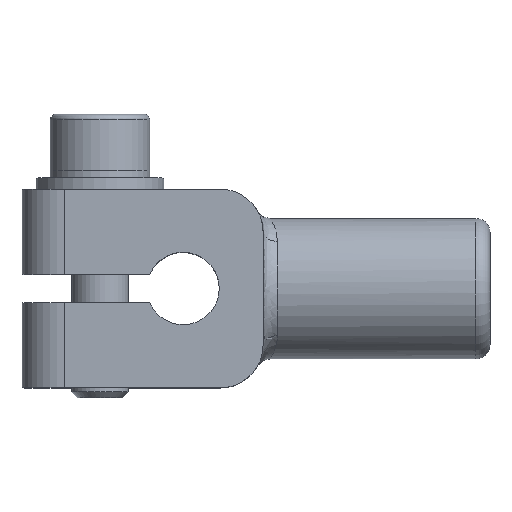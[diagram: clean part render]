
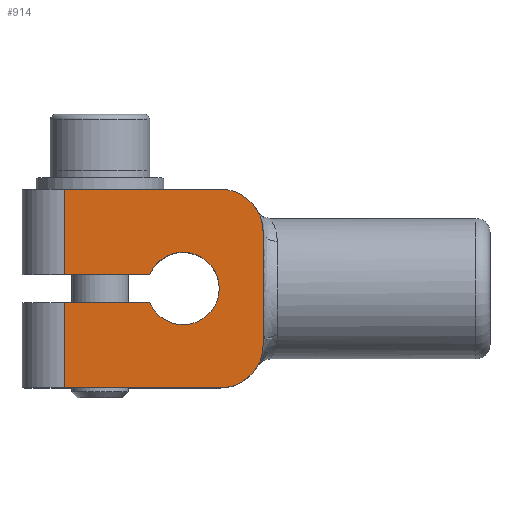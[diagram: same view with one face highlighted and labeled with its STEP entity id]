
A CAD part, top view. The second image highlights one B-rep face of the part: STEP entity #914.
In plain terms, the highlighted planar face has unit normal (0, 0, 1).
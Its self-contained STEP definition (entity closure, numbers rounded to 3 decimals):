
#740=CARTESIAN_POINT('',(4.0,-4.0,6.));
#741=VERTEX_POINT('',#740);
#748=CARTESIAN_POINT('',(1.,-7.,6.));
#749=VERTEX_POINT('',#748);
#750=CARTESIAN_POINT('',(1.,-4.,6.));
#751=DIRECTION('',(0.0,0.0,-1.));
#752=DIRECTION('',(0.707,-0.707,0.0));
#753=AXIS2_PLACEMENT_3D('',#750,#751,#752);
#754=CIRCLE('',#753,3.);
#755=EDGE_CURVE('',#741,#749,#754,.T.);
#789=CARTESIAN_POINT('',(4.0,4.,6.));
#790=VERTEX_POINT('',#789);
#797=CARTESIAN_POINT('',(4.0,4.,6.));
#798=DIRECTION('',(0.0,-1.0,0.0));
#799=VECTOR('',#798,8.);
#800=LINE('',#797,#799);
#801=EDGE_CURVE('',#790,#741,#800,.T.);
#830=CARTESIAN_POINT('',(1.,7.,6.));
#831=VERTEX_POINT('',#830);
#838=CARTESIAN_POINT('',(1.,4.,6.));
#839=DIRECTION('',(0.0,0.0,-1.));
#840=DIRECTION('',(0.707,0.707,0.0));
#841=AXIS2_PLACEMENT_3D('',#838,#839,#840);
#842=CIRCLE('',#841,3.);
#843=EDGE_CURVE('',#831,#790,#842,.T.);
#849=CARTESIAN_POINT('',(-4.5,0.,6.));
#850=DIRECTION('',(0.0,0.0,1.0));
#851=DIRECTION('',(1.0,0.0,0.0));
#852=AXIS2_PLACEMENT_3D('',#849,#850,#851);
#853=PLANE('',#852);
#854=ORIENTED_EDGE('',*,*,#843,.F.);
#855=CARTESIAN_POINT('',(-10.,7.,6.));
#856=VERTEX_POINT('',#855);
#857=CARTESIAN_POINT('',(-10.,7.,6.));
#858=DIRECTION('',(1.0,0.0,0.0));
#859=VECTOR('',#858,11.0);
#860=LINE('',#857,#859);
#861=EDGE_CURVE('',#856,#831,#860,.T.);
#862=ORIENTED_EDGE('',*,*,#861,.F.);
#863=CARTESIAN_POINT('',(-10.,1.,6.));
#864=VERTEX_POINT('',#863);
#865=CARTESIAN_POINT('',(-10.,1.,6.));
#866=DIRECTION('',(0.0,1.0,0.0));
#867=VECTOR('',#866,6.);
#868=LINE('',#865,#867);
#869=EDGE_CURVE('',#864,#856,#868,.T.);
#870=ORIENTED_EDGE('',*,*,#869,.F.);
#871=CARTESIAN_POINT('',(-3.991,1.,6.));
#872=VERTEX_POINT('',#871);
#873=CARTESIAN_POINT('',(-10.,1.,6.));
#874=DIRECTION('',(1.0,0.0,0.0));
#875=VECTOR('',#874,6.009);
#876=LINE('',#873,#875);
#877=EDGE_CURVE('',#864,#872,#876,.T.);
#878=ORIENTED_EDGE('',*,*,#877,.T.);
#879=CARTESIAN_POINT('',(-3.991,-1.,6.));
#880=VERTEX_POINT('',#879);
#881=CARTESIAN_POINT('',(-1.646,0.,6.));
#882=DIRECTION('',(0.0,0.0,-1.));
#883=DIRECTION('',(0.92,0.392,0.0));
#884=AXIS2_PLACEMENT_3D('',#881,#882,#883);
#885=CIRCLE('',#884,2.55);
#886=EDGE_CURVE('',#872,#880,#885,.T.);
#887=ORIENTED_EDGE('',*,*,#886,.T.);
#888=CARTESIAN_POINT('',(-10.,-1.,6.));
#889=VERTEX_POINT('',#888);
#890=CARTESIAN_POINT('',(-3.991,-1.,6.));
#891=DIRECTION('',(-1.0,0.0,0.0));
#892=VECTOR('',#891,6.009);
#893=LINE('',#890,#892);
#894=EDGE_CURVE('',#880,#889,#893,.T.);
#895=ORIENTED_EDGE('',*,*,#894,.T.);
#896=CARTESIAN_POINT('',(-10.,-7.,6.));
#897=VERTEX_POINT('',#896);
#898=CARTESIAN_POINT('',(-10.,-7.,6.));
#899=DIRECTION('',(0.0,1.0,0.0));
#900=VECTOR('',#899,6.);
#901=LINE('',#898,#900);
#902=EDGE_CURVE('',#897,#889,#901,.T.);
#903=ORIENTED_EDGE('',*,*,#902,.F.);
#904=CARTESIAN_POINT('',(1.,-7.,6.));
#905=DIRECTION('',(-1.0,0.0,0.0));
#906=VECTOR('',#905,11.);
#907=LINE('',#904,#906);
#908=EDGE_CURVE('',#749,#897,#907,.T.);
#909=ORIENTED_EDGE('',*,*,#908,.F.);
#910=ORIENTED_EDGE('',*,*,#755,.F.);
#911=ORIENTED_EDGE('',*,*,#801,.F.);
#912=EDGE_LOOP('',(#854,#862,#870,#878,#887,#895,#903,#909,#910,#911));
#913=FACE_OUTER_BOUND('',#912,.T.);
#914=ADVANCED_FACE('',(#913),#853,.T.);
